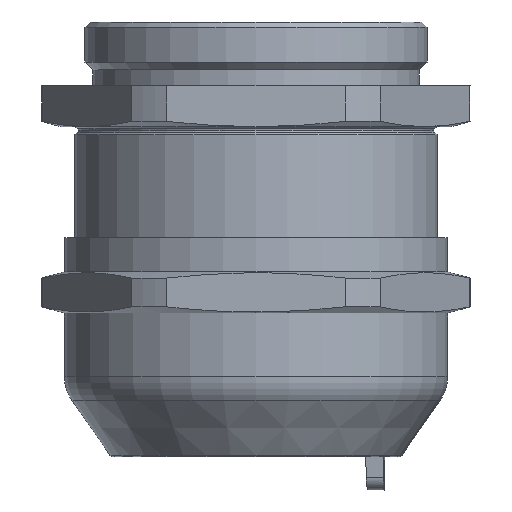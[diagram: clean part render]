
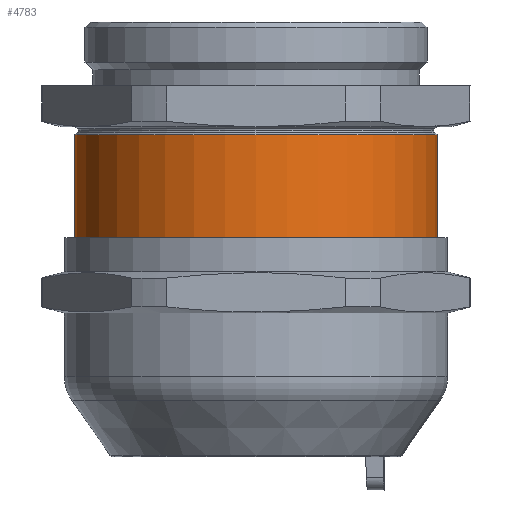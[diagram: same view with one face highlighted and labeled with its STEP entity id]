
A CAD part, front view. The second image highlights one B-rep face of the part: STEP entity #4783.
In plain terms, the highlighted cylindrical face has radius 26.5 mm (diameter 53 mm), a partial arc.
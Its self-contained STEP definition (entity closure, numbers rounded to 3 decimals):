
#129 = ORIENTED_EDGE ( 'NONE', *, *, #830, .T. ) ;
#830 = EDGE_CURVE ( 'NONE', #10626, #2527, #20444, .T. ) ;
#948 = DIRECTION ( 'NONE',  ( 0., 0., -1. ) ) ;
#1350 = EDGE_CURVE ( 'NONE', #14094, #5452, #20922, .T. ) ;
#2324 = VECTOR ( 'NONE', #948, 1000. ) ;
#2412 = CARTESIAN_POINT ( 'NONE',  ( 0., 0., 17.7 ) ) ;
#2527 = VERTEX_POINT ( 'NONE', #13476 ) ;
#4313 = DIRECTION ( 'NONE',  ( -1., 0., 0. ) ) ;
#4342 = LINE ( 'NONE', #18694, #2324 ) ;
#4783 = ADVANCED_FACE ( 'NONE', ( #15322 ), #17077, .T. ) ;
#5452 = VERTEX_POINT ( 'NONE', #6739 ) ;
#5567 = DIRECTION ( 'NONE',  ( 0., 0., -1. ) ) ;
#6739 = CARTESIAN_POINT ( 'NONE',  ( -26.5, 0., 0.7 ) ) ;
#7141 = CARTESIAN_POINT ( 'NONE',  ( 0., 0., 16.527 ) ) ;
#7427 = AXIS2_PLACEMENT_3D ( 'NONE', #2412, #16828, #4313 ) ;
#8420 = ORIENTED_EDGE ( 'NONE', *, *, #9456, .T. ) ;
#8811 = DIRECTION ( 'NONE',  ( -1., 0., 0. ) ) ;
#9407 = ORIENTED_EDGE ( 'NONE', *, *, #1350, .F. ) ;
#9456 = EDGE_CURVE ( 'NONE', #2527, #5452, #4342, .T. ) ;
#9687 = EDGE_CURVE ( 'NONE', #10626, #14094, #10621, .T. ) ;
#10408 = DIRECTION ( 'NONE',  ( 0., 0., -1. ) ) ;
#10621 = LINE ( 'NONE', #11375, #15699 ) ;
#10626 = VERTEX_POINT ( 'NONE', #15517 ) ;
#11375 = CARTESIAN_POINT ( 'NONE',  ( 26.5, 0., 17.7 ) ) ;
#13215 = AXIS2_PLACEMENT_3D ( 'NONE', #7141, #5567, #8811 ) ;
#13476 = CARTESIAN_POINT ( 'NONE',  ( -26.5, 0., 16.527 ) ) ;
#13816 = CARTESIAN_POINT ( 'NONE',  ( 0., 0., 0.7 ) ) ;
#14094 = VERTEX_POINT ( 'NONE', #15431 ) ;
#14825 = AXIS2_PLACEMENT_3D ( 'NONE', #13816, #10408, #18489 ) ;
#15322 = FACE_OUTER_BOUND ( 'NONE', #16568, .T. ) ;
#15431 = CARTESIAN_POINT ( 'NONE',  ( 26.5, 0., 0.7 ) ) ;
#15517 = CARTESIAN_POINT ( 'NONE',  ( 26.5, 0., 16.527 ) ) ;
#15699 = VECTOR ( 'NONE', #20998, 1000. ) ;
#16568 = EDGE_LOOP ( 'NONE', ( #16888, #129, #8420, #9407 ) ) ;
#16828 = DIRECTION ( 'NONE',  ( 0., 0., -1. ) ) ;
#16888 = ORIENTED_EDGE ( 'NONE', *, *, #9687, .F. ) ;
#17077 = CYLINDRICAL_SURFACE ( 'NONE', #7427, 26.5 ) ;
#18489 = DIRECTION ( 'NONE',  ( -1., 0., 0. ) ) ;
#18694 = CARTESIAN_POINT ( 'NONE',  ( -26.5, 0., 17.7 ) ) ;
#20444 = CIRCLE ( 'NONE', #13215, 26.5 ) ;
#20922 = CIRCLE ( 'NONE', #14825, 26.5 ) ;
#20998 = DIRECTION ( 'NONE',  ( 0., 0., -1. ) ) ;
